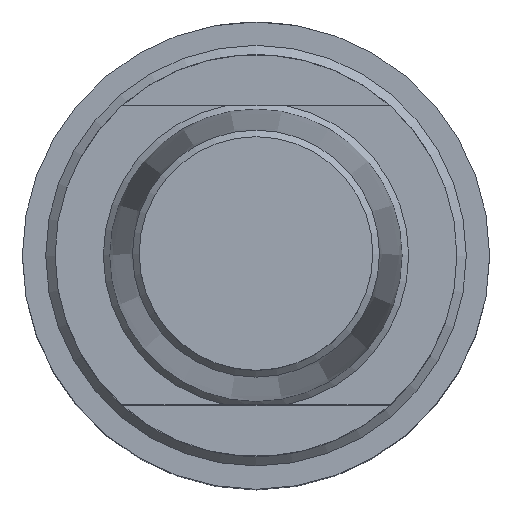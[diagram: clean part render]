
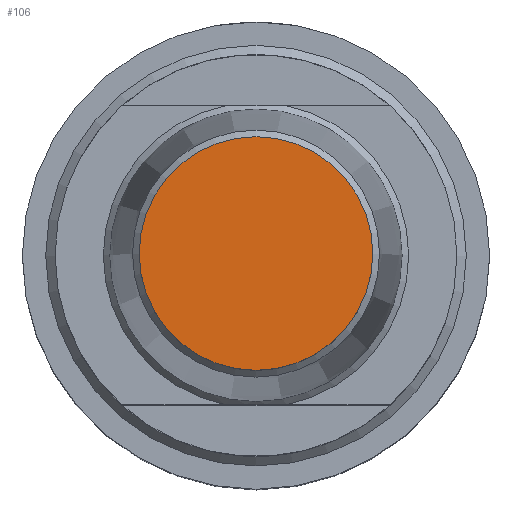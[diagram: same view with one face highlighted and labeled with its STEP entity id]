
A CAD part, top view. The second image highlights one B-rep face of the part: STEP entity #106.
In plain terms, the highlighted planar face has unit normal (0, 0, 1).
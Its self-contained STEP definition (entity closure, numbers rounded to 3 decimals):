
#106=ADVANCED_FACE('240[2]',(#272),#273,.T.);
#171=EDGE_CURVE('240[2]',#370,#370,#371,.T.);
#272=FACE_OUTER_BOUND('',#499,.T.);
#273=PLANE('',#500);
#370=VERTEX_POINT('',#637);
#371=CIRCLE('',#638,12.5);
#499=EDGE_LOOP('',(#888));
#500=AXIS2_PLACEMENT_3D('',#889,#890,#891);
#637=CARTESIAN_POINT('',(-12.5,0.,102.3));
#638=AXIS2_PLACEMENT_3D('',#1007,#1008,#1009);
#888=ORIENTED_EDGE('',*,*,#171,.F.);
#889=CARTESIAN_POINT('',(-6.25,0.,102.3));
#890=DIRECTION('',(0.,0.,1.0));
#891=DIRECTION('',(1.0,0.,0.));
#1007=CARTESIAN_POINT('',(0.,0.,102.3));
#1008=DIRECTION('',(0.,0.,-1.0));
#1009=DIRECTION('',(-1.0,0.,0.));
